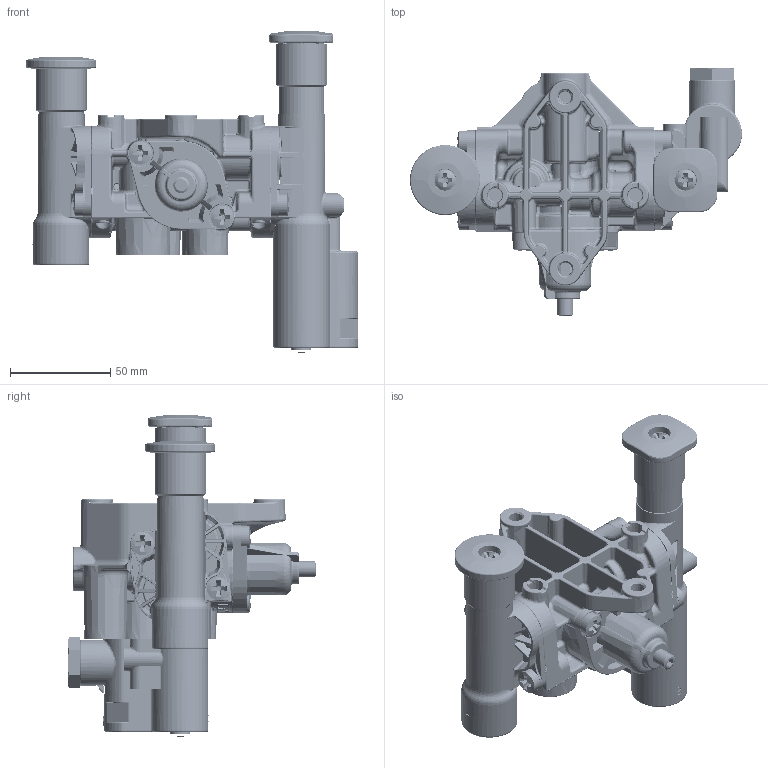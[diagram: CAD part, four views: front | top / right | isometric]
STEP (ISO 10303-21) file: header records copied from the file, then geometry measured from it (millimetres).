
FILE_DESCRIPTION((''),'2;1');
FILE_NAME('352075001_SW','2012-05-21T',('engelg'),(''),'PRO/ENGINEER BY PARAMETRIC TECHNOLOGY CORPORATION, 2010230','PRO/ENGINEER BY PARAMETRIC TECHNOLOGY CORPORATION, 2010230','');
FILE_SCHEMA(('AUTOMOTIVE_DESIGN_CC2 { 1 2 10303 214 -1 1 5 2 }'));
Length unit declared in the file: millimetre
Products named in the file (1): 352075001_SW
Bounding box: 165.75 x 123.6 x 160.3 mm (x, y, z)
Surface area: 146816.5 mm2 (no closed solid volume)
Topology: 0 solids, 120 shells, 3514 faces, 13379 edges, 9586 vertices
Faces by surface type: cylinder 1018, bspline 898, plane 649, torus 440, cone 297, sphere 212
Entity records: 223622 total; most frequent: CARTESIAN_POINT 99071, ORIENTED_EDGE 20232, DIRECTION 18523, EDGE_CURVE 13314, VERTEX_POINT 9582, AXIS2_PLACEMENT_3D 7292, B_SPLINE_CURVE_WITH_KNOTS 4699, CIRCLE 4676
